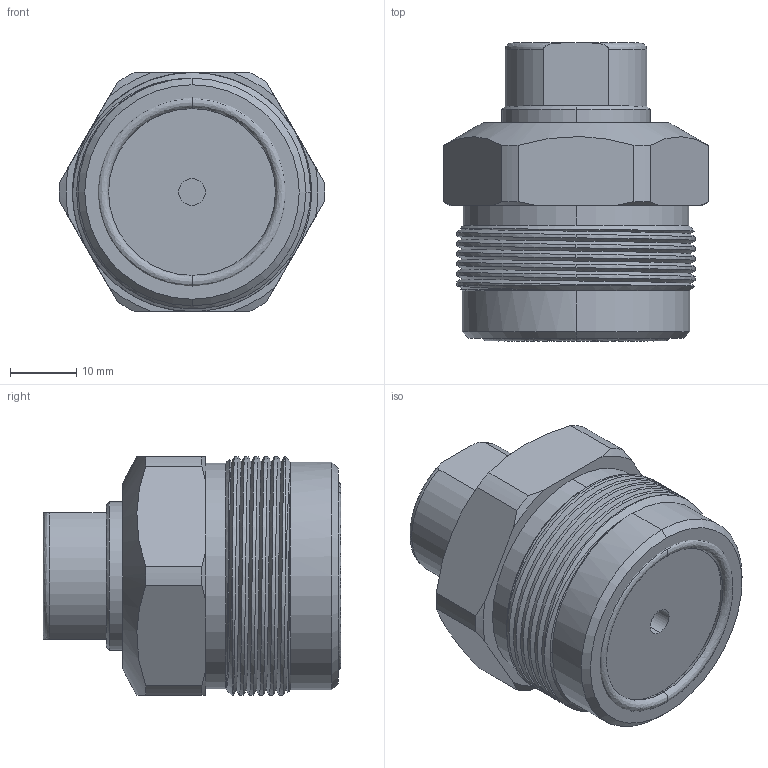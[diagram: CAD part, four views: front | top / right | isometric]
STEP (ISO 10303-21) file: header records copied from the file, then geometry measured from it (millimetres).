
FILE_DESCRIPTION (( 'STEP AP214' ), '1' );
FILE_NAME ('CTC-P036A-05.STEP', '2020-10-25T03:24:05', ( 'PC' ), ( '' ), 'SwSTEP 2.0', 'SolidWorks 2016', '' );
FILE_SCHEMA (( 'AUTOMOTIVE_DESIGN' ));
Length unit declared in the file: millimetre
Products named in the file (3): CTC-P036A-05; AS568-022
Assembly tree (2 placements, depth 2):
  CTC-P036A-05
    AS568-022
    CTC-P036A-05
Bounding box: 39.99 x 44.88 x 36 mm (x, y, z)
Volume: 35170.2 mm3; surface area: 8084.3 mm2
Topology: 2 solids, 2 shells, 77 faces, 196 edges, 125 vertices
Faces by surface type: cylinder 33, cone 19, plane 16, bspline 9
Entity records: 5547 total; most frequent: CARTESIAN_POINT 3704, ORIENTED_EDGE 388, DIRECTION 350, EDGE_CURVE 194, AXIS2_PLACEMENT_3D 144, VERTEX_POINT 125, EDGE_LOOP 83, FACE_OUTER_BOUND 77
